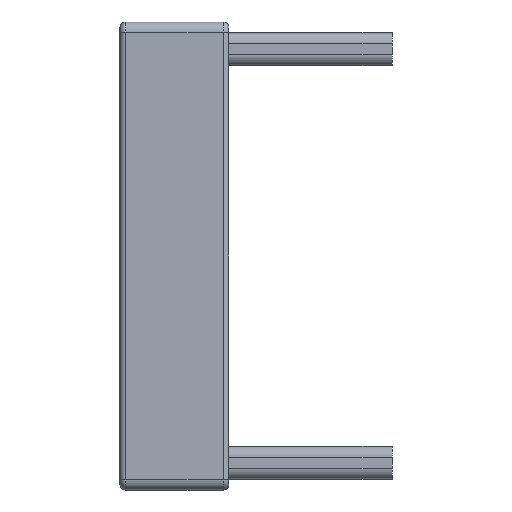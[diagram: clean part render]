
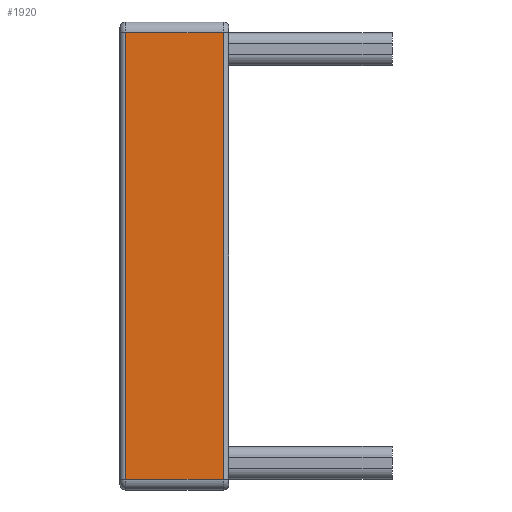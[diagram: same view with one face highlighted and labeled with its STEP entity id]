
A CAD part, left-side view. The second image highlights one B-rep face of the part: STEP entity #1920.
In plain terms, the highlighted planar face has unit normal (-1, 0, 0).
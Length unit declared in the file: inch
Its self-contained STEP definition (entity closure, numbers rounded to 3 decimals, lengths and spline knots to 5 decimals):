
#166 = VECTOR ( 'NONE', #2384, 39.37008 ) ;
#169 = CARTESIAN_POINT ( 'NONE',  ( -1.375, 0.025, -1.025 ) ) ;
#181 = CARTESIAN_POINT ( 'NONE',  ( -1.375, 0.025, 1.025 ) ) ;
#254 = AXIS2_PLACEMENT_3D ( 'NONE', #1076, #1322, #2344 ) ;
#514 = PLANE ( 'NONE',  #254 ) ;
#545 = ORIENTED_EDGE ( 'NONE', *, *, #990, .T. ) ;
#596 = LINE ( 'NONE', #1016, #811 ) ;
#666 = VERTEX_POINT ( 'NONE', #2255 ) ;
#683 = CARTESIAN_POINT ( 'NONE',  ( -1.375, 0.475, 0. ) ) ;
#766 = EDGE_LOOP ( 'NONE', ( #1739, #1665, #2278, #545 ) ) ;
#768 = VECTOR ( 'NONE', #1671, 39.37008 ) ;
#811 = VECTOR ( 'NONE', #1982, 39.37008 ) ;
#962 = EDGE_CURVE ( 'NONE', #2171, #1318, #596, .T. ) ;
#990 = EDGE_CURVE ( 'NONE', #666, #2171, #1471, .T. ) ;
#1016 = CARTESIAN_POINT ( 'NONE',  ( -1.375, 0.5, -1.025 ) ) ;
#1076 = CARTESIAN_POINT ( 'NONE',  ( -1.375, 0.5, 0. ) ) ;
#1265 = EDGE_CURVE ( 'NONE', #2509, #666, #1499, .T. ) ;
#1318 = VERTEX_POINT ( 'NONE', #169 ) ;
#1322 = DIRECTION ( 'NONE',  ( -1., 0., 0. ) ) ;
#1347 = EDGE_CURVE ( 'NONE', #1318, #2509, #2610, .T. ) ;
#1471 = LINE ( 'NONE', #683, #768 ) ;
#1499 = LINE ( 'NONE', #2306, #2291 ) ;
#1665 = ORIENTED_EDGE ( 'NONE', *, *, #1347, .T. ) ;
#1671 = DIRECTION ( 'NONE',  ( 0., 0., -1. ) ) ;
#1739 = ORIENTED_EDGE ( 'NONE', *, *, #962, .T. ) ;
#1909 = FACE_OUTER_BOUND ( 'NONE', #766, .T. ) ;
#1920 = ADVANCED_FACE ( 'NONE', ( #1909 ), #514, .T. ) ;
#1982 = DIRECTION ( 'NONE',  ( 0., -1., 0. ) ) ;
#2113 = DIRECTION ( 'NONE',  ( 0., 1., 0. ) ) ;
#2171 = VERTEX_POINT ( 'NONE', #2605 ) ;
#2190 = CARTESIAN_POINT ( 'NONE',  ( -1.375, 0.025, 1.025 ) ) ;
#2255 = CARTESIAN_POINT ( 'NONE',  ( -1.375, 0.475, 1.025 ) ) ;
#2278 = ORIENTED_EDGE ( 'NONE', *, *, #1265, .T. ) ;
#2291 = VECTOR ( 'NONE', #2113, 39.37008 ) ;
#2306 = CARTESIAN_POINT ( 'NONE',  ( -1.375, 0.5, 1.025 ) ) ;
#2344 = DIRECTION ( 'NONE',  ( 0., 0., 1. ) ) ;
#2384 = DIRECTION ( 'NONE',  ( 0., 0., 1. ) ) ;
#2509 = VERTEX_POINT ( 'NONE', #2190 ) ;
#2605 = CARTESIAN_POINT ( 'NONE',  ( -1.375, 0.475, -1.025 ) ) ;
#2610 = LINE ( 'NONE', #181, #166 ) ;
